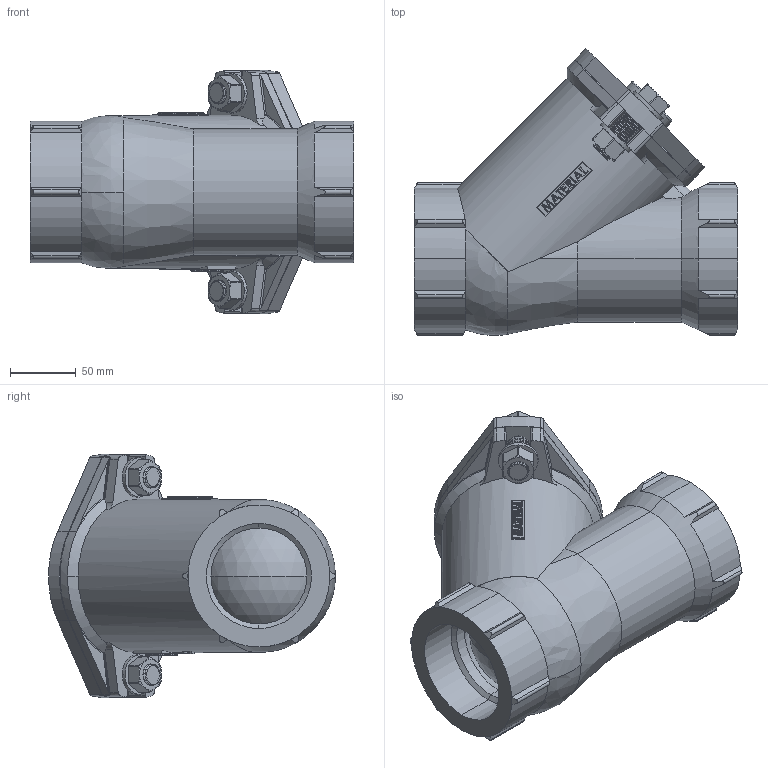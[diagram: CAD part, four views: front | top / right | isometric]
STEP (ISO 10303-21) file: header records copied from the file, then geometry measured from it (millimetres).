
FILE_DESCRIPTION (( 'STEP AP203' ), '1' );
FILE_NAME ('ROSCADA DN 80.STEP', '2017-04-19T10:03:40', ( '' ), ( '' ), 'SwSTEP 2.0', 'SolidWorks 2017', '' );
FILE_SCHEMA (( 'CONFIG_CONTROL_DESIGN' ));
Length unit declared in the file: millimetre
Products named in the file (1): ROSCADA DN 80
Bounding box: 246 x 218.34 x 185.15 mm (x, y, z)
Volume: 1767957.5 mm3; surface area: 321779.8 mm2
Topology: 8 solids, 8 shells, 787 faces, 2023 edges, 1265 vertices
Faces by surface type: cylinder 377, plane 281, torus 51, bspline 38, cone 32, sphere 8
Entity records: 37339 total; most frequent: CARTESIAN_POINT 19681, ORIENTED_EDGE 4004, DIRECTION 3320, EDGE_CURVE 2002, VERTEX_POINT 1256, AXIS2_PLACEMENT_3D 1180, LINE 960, VECTOR 960
